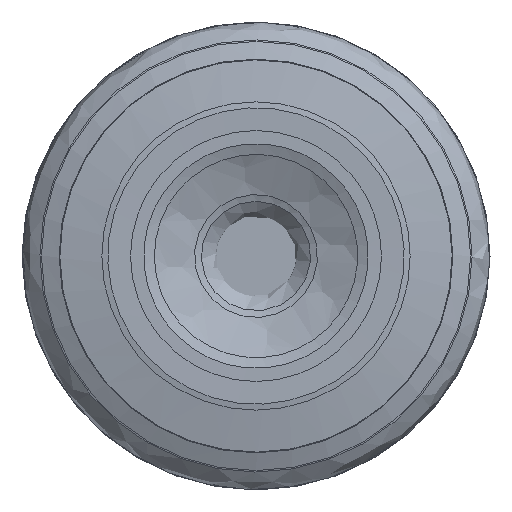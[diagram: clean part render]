
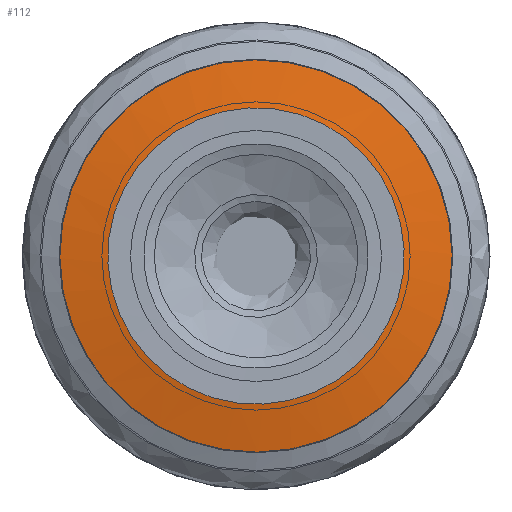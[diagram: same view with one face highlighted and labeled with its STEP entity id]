
A CAD part, left-side view. The second image highlights one B-rep face of the part: STEP entity #112.
In plain terms, the highlighted free-form (B-spline) face has degree [1, 3] with [2, 7] control points.
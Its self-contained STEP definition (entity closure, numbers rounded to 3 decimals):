
#112=ADVANCED_FACE('',(#173),#149,.F.);
#149=(
BOUNDED_SURFACE()
B_SPLINE_SURFACE(1,3,((#1007,#1008,#1009,#1010,#1011,#1012,#1013),(#1014,
#1015,#1016,#1017,#1018,#1019,#1020)),.UNSPECIFIED.,.F.,.T.,.F.)
B_SPLINE_SURFACE_WITH_KNOTS((2,2),(1,3,3,3,1),(0.,1.),(-0.5,0.,0.5,1.,1.5),
 .UNSPECIFIED.)
GEOMETRIC_REPRESENTATION_ITEM()
RATIONAL_B_SPLINE_SURFACE(((1.,0.333,0.333,1.,0.333,
0.333,1.),(1.,0.333,0.333,1.,0.333,
0.333,1.)))
REPRESENTATION_ITEM('')
SURFACE()
);
#173=FACE_OUTER_BOUND('',#196,.T.);
#196=EDGE_LOOP('',(#334,#335,#336,#337));
#251=CIRCLE('',#531,10.136);
#252=CIRCLE('',#532,13.413);
#334=ORIENTED_EDGE('',*,*,#455,.T.);
#335=ORIENTED_EDGE('',*,*,#456,.F.);
#336=ORIENTED_EDGE('',*,*,#455,.F.);
#337=ORIENTED_EDGE('',*,*,#454,.T.);
#403=VERTEX_POINT('',#988);
#404=VERTEX_POINT('',#1005);
#454=EDGE_CURVE('',#403,#403,#251,.T.);
#455=EDGE_CURVE('',#403,#404,#492,.T.);
#456=EDGE_CURVE('',#404,#404,#252,.T.);
#492=LINE('',#1004,#507);
#507=VECTOR('',#618,1.);
#531=AXIS2_PLACEMENT_3D('',#989,#616,#617);
#532=AXIS2_PLACEMENT_3D('',#1006,#619,#620);
#616=DIRECTION('',(1.,0.,0.));
#617=DIRECTION('',(0.,-0.999,0.049));
#618=DIRECTION('',(0.172,-0.979,-0.11));
#619=DIRECTION('',(1.,0.,0.));
#620=DIRECTION('',(0.,-1.,0.01));
#988=CARTESIAN_POINT('',(0.,-10.124,0.497));
#989=CARTESIAN_POINT('',(0.,0.,0.));
#1004=CARTESIAN_POINT('',(0.,-10.124,0.497));
#1005=CARTESIAN_POINT('',(0.577,-13.412,0.128));
#1006=CARTESIAN_POINT('',(0.577,0.,0.));
#1007=CARTESIAN_POINT('',(0.,-10.124,0.497));
#1008=CARTESIAN_POINT('',(0.,-11.118,-19.752));
#1009=CARTESIAN_POINT('',(0.,9.131,-20.745));
#1010=CARTESIAN_POINT('',(0.,10.124,-0.497));
#1011=CARTESIAN_POINT('',(0.,11.118,19.752));
#1012=CARTESIAN_POINT('',(0.,-9.131,20.745));
#1013=CARTESIAN_POINT('',(0.,-10.124,0.497));
#1014=CARTESIAN_POINT('',(0.577,-13.412,0.128));
#1015=CARTESIAN_POINT('',(0.577,-13.668,-26.697));
#1016=CARTESIAN_POINT('',(0.577,13.157,-26.952));
#1017=CARTESIAN_POINT('',(0.577,13.412,-0.128));
#1018=CARTESIAN_POINT('',(0.577,13.668,26.697));
#1019=CARTESIAN_POINT('',(0.577,-13.157,26.952));
#1020=CARTESIAN_POINT('',(0.577,-13.412,0.128));
